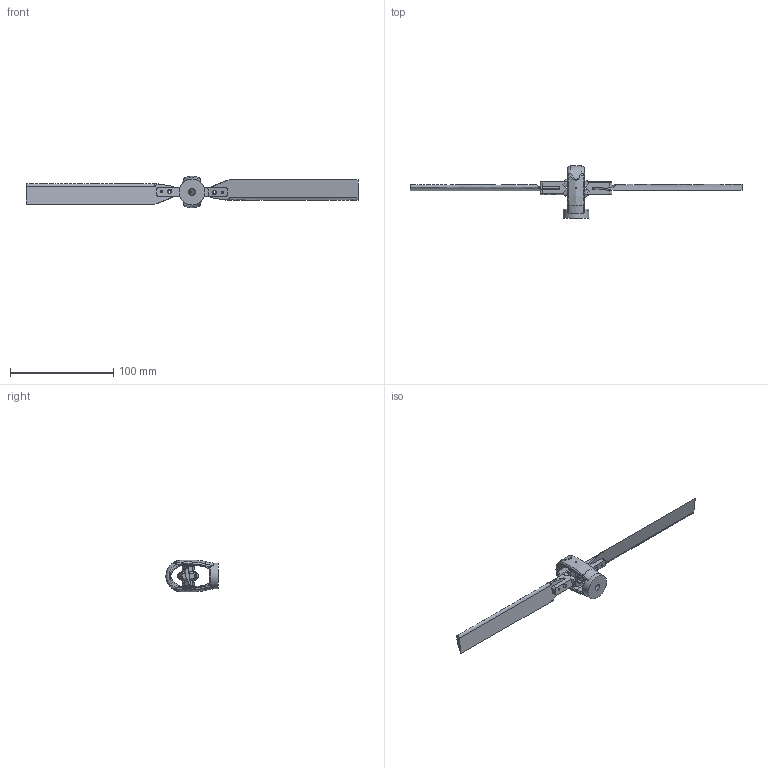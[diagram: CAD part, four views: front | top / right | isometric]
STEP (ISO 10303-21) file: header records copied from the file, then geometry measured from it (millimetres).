
FILE_DESCRIPTION(/* description */ ('','CAx-IF Rec.Pracs.---Representation and Presentation of Product Manufacturing Information (PMI)---4.0---2014-10-13'),/* implementation_level */ '2;1');
FILE_NAME(/* name */ '5c41d628-a6fb-4e90-8ca1-83ee58e569aa.step',/* time_stamp */ '2025-03-18T16:49:45Z',/* author */ (''),/* organization */ (''),/* preprocessor_version */ 'ST-DEVELOPER v20',/* originating_system */ 'Autodesk Translation Framework v13.20.0.188',/* authorisation */ '');
FILE_SCHEMA (('AP242_MANAGED_MODEL_BASED_3D_ENGINEERING_MIM_LF { 1 0 10303 442 1 1 4 }'));
Length unit declared in the file: millimetre
Products named in the file (1): Rotor v2
Bounding box: 321.72 x 50.5 x 31 mm (x, y, z)
Volume: 31297.4 mm3; surface area: 22324.7 mm2
Topology: 6 solids, 6 shells, 192 faces, 529 edges, 343 vertices
Faces by surface type: cylinder 68, bspline 58, plane 58, torus 6, cone 2
Full cylindrical faces by diameter (mm): 1.1 x2, 1.2 x6, 1.3 x1, 2.1 x6, 4 x6, 6.3 x1, 25 x1
Entity records: 10346 total; most frequent: CARTESIAN_POINT 5796, ORIENTED_EDGE 1050, DIRECTION 743, EDGE_CURVE 525, VERTEX_POINT 343, AXIS2_PLACEMENT_3D 283, EDGE_LOOP 236, B_SPLINE_CURVE_WITH_KNOTS 198
